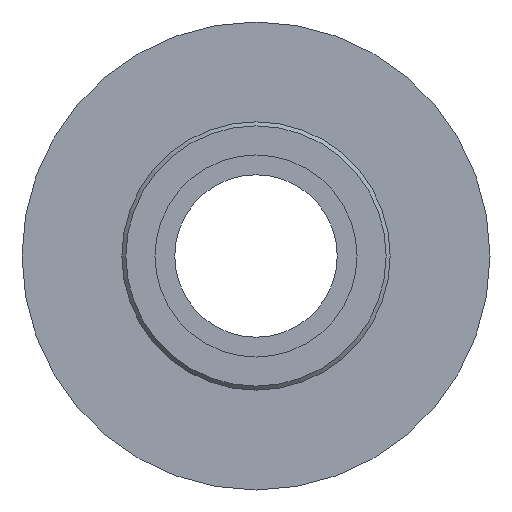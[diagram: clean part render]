
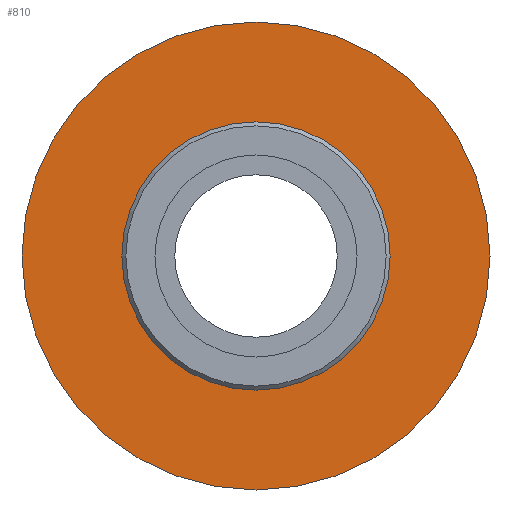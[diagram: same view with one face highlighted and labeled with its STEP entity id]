
A CAD part, front view. The second image highlights one B-rep face of the part: STEP entity #810.
In plain terms, the highlighted planar face has unit normal (0, -1, 0).
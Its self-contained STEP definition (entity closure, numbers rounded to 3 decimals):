
#103=FACE_BOUND('',#197,.T.);
#112=PLANE('',#950);
#137=FACE_OUTER_BOUND('',#196,.T.);
#196=EDGE_LOOP('',(#575,#576));
#197=EDGE_LOOP('',(#577,#578));
#313=CIRCLE('',#944,15.);
#314=CIRCLE('',#945,15.);
#315=CIRCLE('',#948,8.6);
#316=CIRCLE('',#949,8.6);
#362=VERTEX_POINT('',#1312);
#363=VERTEX_POINT('',#1314);
#364=VERTEX_POINT('',#1320);
#365=VERTEX_POINT('',#1322);
#437=EDGE_CURVE('',#362,#363,#313,.T.);
#438=EDGE_CURVE('',#363,#362,#314,.T.);
#441=EDGE_CURVE('',#365,#364,#315,.T.);
#442=EDGE_CURVE('',#364,#365,#316,.T.);
#575=ORIENTED_EDGE('',*,*,#438,.F.);
#576=ORIENTED_EDGE('',*,*,#437,.F.);
#577=ORIENTED_EDGE('',*,*,#441,.T.);
#578=ORIENTED_EDGE('',*,*,#442,.T.);
#810=ADVANCED_FACE('',(#137,#103),#112,.T.);
#944=AXIS2_PLACEMENT_3D('',#1315,#1069,#1070);
#945=AXIS2_PLACEMENT_3D('',#1316,#1071,#1072);
#948=AXIS2_PLACEMENT_3D('',#1323,#1079,#1080);
#949=AXIS2_PLACEMENT_3D('',#1324,#1081,#1082);
#950=AXIS2_PLACEMENT_3D('',#1325,#1083,#1084);
#1069=DIRECTION('center_axis',(0.,1.,0.));
#1070=DIRECTION('ref_axis',(1.,0.,0.));
#1071=DIRECTION('center_axis',(0.,1.,0.));
#1072=DIRECTION('ref_axis',(1.,0.,0.));
#1079=DIRECTION('center_axis',(0.,1.,0.));
#1080=DIRECTION('ref_axis',(1.,0.,0.));
#1081=DIRECTION('center_axis',(0.,1.,0.));
#1082=DIRECTION('ref_axis',(1.,0.,0.));
#1083=DIRECTION('center_axis',(0.,-1.,0.));
#1084=DIRECTION('ref_axis',(0.,0.,-1.));
#1312=CARTESIAN_POINT('',(15.,0.,0.));
#1314=CARTESIAN_POINT('',(-15.,0.,0.));
#1315=CARTESIAN_POINT('Origin',(0.,0.,0.));
#1316=CARTESIAN_POINT('Origin',(0.,0.,0.));
#1320=CARTESIAN_POINT('',(8.6,0.,0.));
#1322=CARTESIAN_POINT('',(-8.6,0.,0.));
#1323=CARTESIAN_POINT('Origin',(0.,0.,0.));
#1324=CARTESIAN_POINT('Origin',(0.,0.,0.));
#1325=CARTESIAN_POINT('Origin',(-15.,0.,0.));
